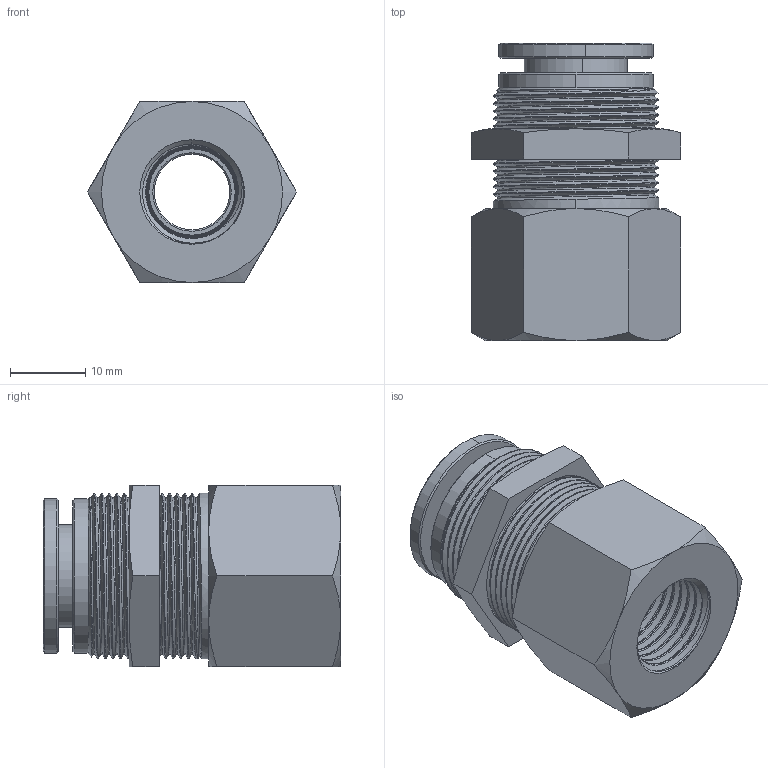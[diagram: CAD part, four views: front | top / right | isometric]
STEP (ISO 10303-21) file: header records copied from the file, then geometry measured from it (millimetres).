
FILE_DESCRIPTION (( 'STEP AP214' ), '1' );
FILE_NAME ('BCS12R1-4W.STEP', '2018-07-12T15:26:08', ( '' ), ( '' ), 'SwSTEP 2.0', 'SolidWorks 2016', '' );
FILE_SCHEMA (( 'AUTOMOTIVE_DESIGN' ));
Length unit declared in the file: millimetre
Products named in the file (1): BCS12R1-4W
Bounding box: 27.71 x 39.43 x 24 mm (x, y, z)
Volume: 11532.2 mm3; surface area: 10703.9 mm2
Topology: 7 solids, 7 shells, 529 faces, 1668 edges, 1158 vertices
Faces by surface type: cone 178, plane 162, cylinder 103, bspline 84, torus 2
Entity records: 38903 total; most frequent: CARTESIAN_POINT 19804, ORIENTED_EDGE 3336, DIRECTION 2058, EDGE_CURVE 1668, VERTEX_POINT 1158, B_SPLINE_CURVE_WITH_KNOTS 878, AXIS2_PLACEMENT_3D 840, EDGE_LOOP 548
